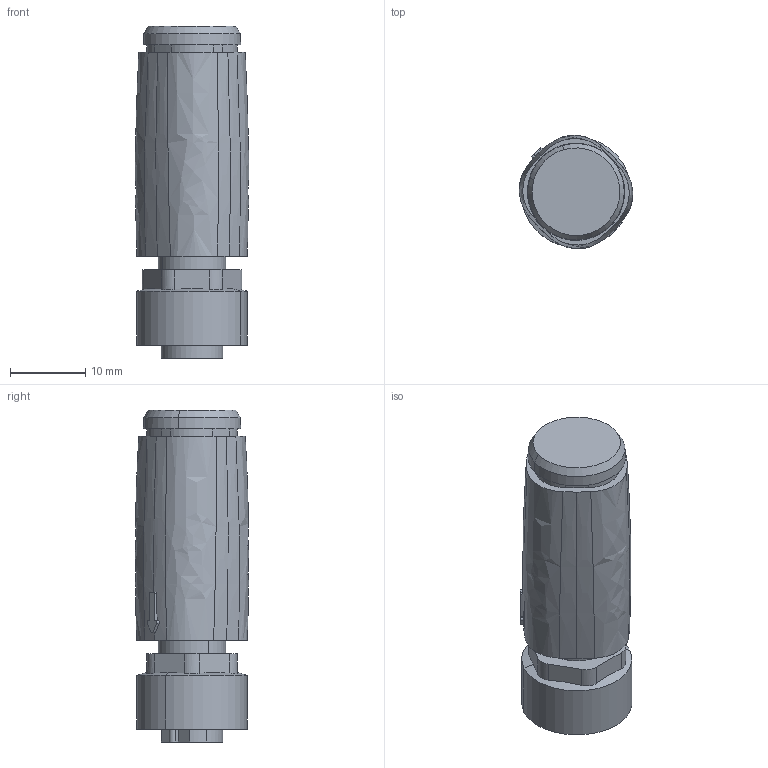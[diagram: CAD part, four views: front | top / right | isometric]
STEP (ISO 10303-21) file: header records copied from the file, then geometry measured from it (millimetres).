
FILE_DESCRIPTION(('Open CASCADE Model'),'2;1');
FILE_NAME ('2203214-4_0', '2026-01-12T09:41:11', ('Author'), ('Weidmueller'), 'Open CASCADE STEP processor 7.7', 'Open CASCADE 7.7', 'none');
FILE_SCHEMA(('AUTOMOTIVE_DESIGN { 1 0 10303 214 1 1 1 1 }'));
Length unit declared in the file: millimetre
Products named in the file (1): 3169170000
Bounding box: 15.05 x 15.05 x 44 mm (x, y, z)
Volume: 6116.4 mm3; surface area: 3529.7 mm2
Topology: 1 solids, 1 shells, 354 faces, 854 edges, 525 vertices
Faces by surface type: plane 108, cylinder 104, bspline 72, cone 46, torus 20, revolution 4
Entity records: 20742 total; most frequent: CARTESIAN_POINT 8660, ORIENTED_EDGE 1708, DIRECTION 1468, EDGE_CURVE 854, AXIS2_PLACEMENT_3D 563, VERTEX_POINT 525, PRESENTATION_STYLE_ASSIGNMENT 475, SURFACE_STYLE_USAGE 475
